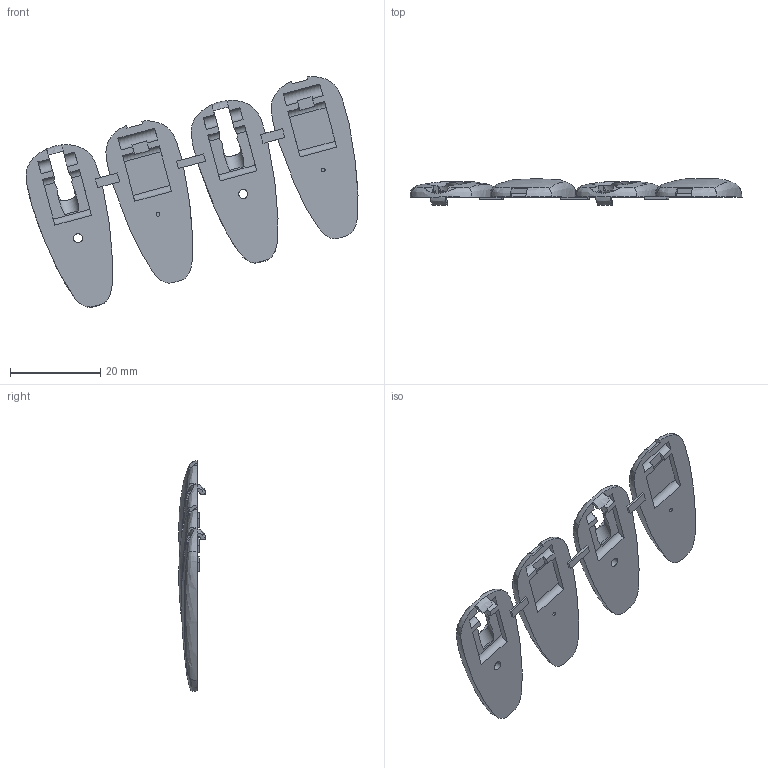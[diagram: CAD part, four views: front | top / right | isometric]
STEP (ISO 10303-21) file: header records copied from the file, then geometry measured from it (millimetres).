
FILE_DESCRIPTION(/* description */ (''),/* implementation_level */ '2;1');
FILE_NAME(/* name */ '改_手臂4in1 v2.step',/* time_stamp */ '2022-09-01T17:29:48+08:00',/* author */ (''),/* organization */ (''),/* preprocessor_version */ 'ST-DEVELOPER v19',/* originating_system */ 'Autodesk Translation Framework v11.7.0.108',/* authorisation */ '');
FILE_SCHEMA (('AUTOMOTIVE_DESIGN { 1 0 10303 214 3 1 1 }'));
Length unit declared in the file: millimetre
Products named in the file (1): 改_手臂4in1
Bounding box: 73.4 x 5.94 x 51.02 mm (x, y, z)
Volume: 4631.5 mm3; surface area: 4813.5 mm2
Topology: 1 solids, 1 shells, 156 faces, 432 edges, 282 vertices
Faces by surface type: plane 88, cylinder 40, bspline 28
Full cylindrical faces by diameter (mm): 0.8 x2, 2 x2, 6 x2
Entity records: 9246 total; most frequent: CARTESIAN_POINT 5441, ORIENTED_EDGE 864, DIRECTION 670, EDGE_CURVE 432, VERTEX_POINT 282, AXIS2_PLACEMENT_3D 233, LINE 204, VECTOR 204
